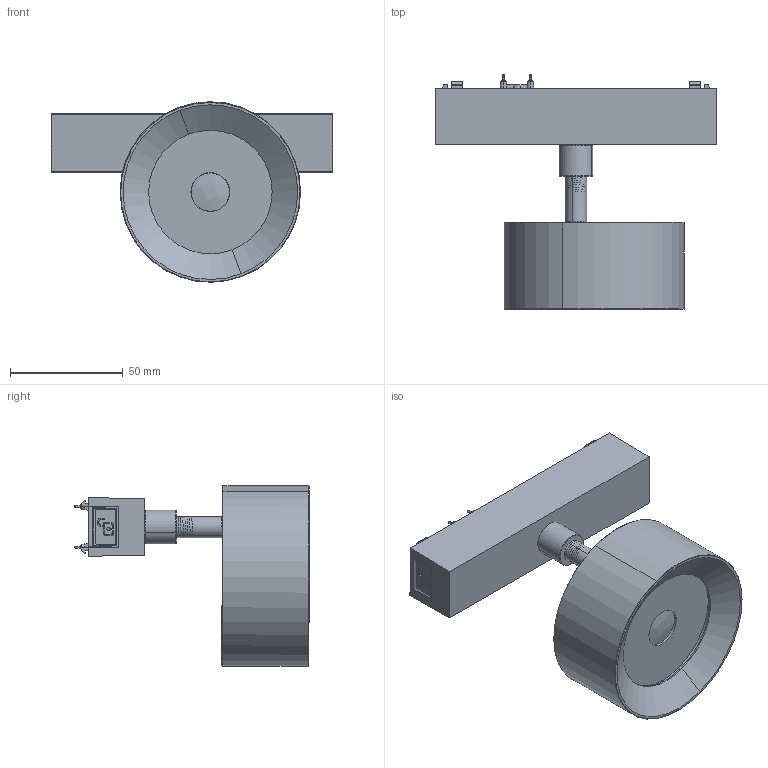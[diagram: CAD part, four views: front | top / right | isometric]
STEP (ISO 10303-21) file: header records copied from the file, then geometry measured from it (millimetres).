
FILE_DESCRIPTION (( 'STEP AP203' ), '1' );
FILE_NAME ('S-SU-26-10W-D1.STEP', '2023-05-10T09:11:19', ( 'ylmfeng' ), ( 'ylmfeng.com' ), 'SwSTEP 2.0', 'SolidWorks 2018', '' );
FILE_SCHEMA (( 'CONFIG_CONTROL_DESIGN' ));
Length unit declared in the file: millimetre
Products named in the file (22): HK-62X18-asm-E; M3踡嘐蹟譫; 6X3.2X1す菜え; 201-D1-前灯体（报产品，模具价格出2）; et26-棠柲寢耋芛; 耳13.5X耳10X0.3 疏檢貌侗; M3X5沉头十字螺丝(头径￠4.5); 201-D1-唅蛌盓殤; 201-D1-牷啊盓殤; M3粟菜; 201-A1蟀諉翐; M10X11.8埴芛祅晚挴奪; 20X16X3.0mm棠沺; S-SU-26-10W-D1-翋极; ㄗ18.4ㄘ耳16X耳10.2X1.1mm滅唅縐え; CRE-CXA1507-30G-F4-NOY-000B4-嫖埭; S-SU-26-10W-D1; ET26-棠柲寢耋芛; SL-CXA1507-HD-A-V2-20140816; M2.5X5沉头十字螺丝(头径￠4.5); 201-D1-陬挴綴腑极 ; 圆柱头内六角螺丝-M3X18
Assembly tree (25 placements, depth 3):
  S-SU-26-10W-D1
    ET26-棠柲寢耋芛
      et26-棠柲寢耋芛
      20X16X3.0mm棠沺
      M10X11.8埴芛祅晚挴奪
      ㄗ18.4ㄘ耳16X耳10.2X1.1mm滅唅縐え
      耳13.5X耳10X0.3 疏檢貌侗
    201-A1蟀諉翐
    201-D1-牷啊盓殤
    S-SU-26-10W-D1-翋极
      201-D1-陬挴綴腑极 
      CRE-CXA1507-30G-F4-NOY-000B4-嫖埭
      SL-CXA1507-HD-A-V2-20140816
      HK-62X18-asm-E
      M2.5X5沉头十字螺丝(头径￠4.5)  x2
      201-D1-唅蛌盓殤
      M3X5沉头十字螺丝(头径￠4.5)  x2
      201-D1-前灯体（报产品，模具价格出2）
      M3粟菜  x2
      圆柱头内六角螺丝-M3X18
      M3踡嘐蹟譫
    6X3.2X1す菜え  x2
Bounding box: 125 x 104.16 x 80.12 mm (x, y, z)
Volume: 83942.4 mm3; surface area: 101911.3 mm2
Topology: 22 solids, 34 shells, 2435 faces, 6480 edges, 4170 vertices
Faces by surface type: plane 1076, cylinder 569, bspline 443, cone 202, torus 115, sphere 30
Entity records: 111026 total; most frequent: CARTESIAN_POINT 53468, ORIENTED_EDGE 12606, DIRECTION 9920, EDGE_CURVE 6309, VERTEX_POINT 4082, AXIS2_PLACEMENT_3D 3381, VECTOR 3158, LINE 3158
